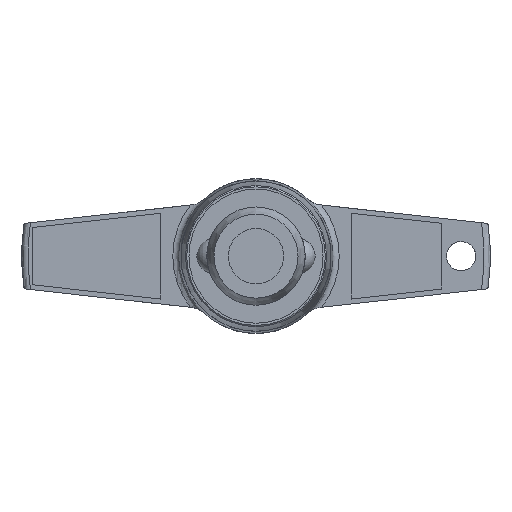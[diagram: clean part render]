
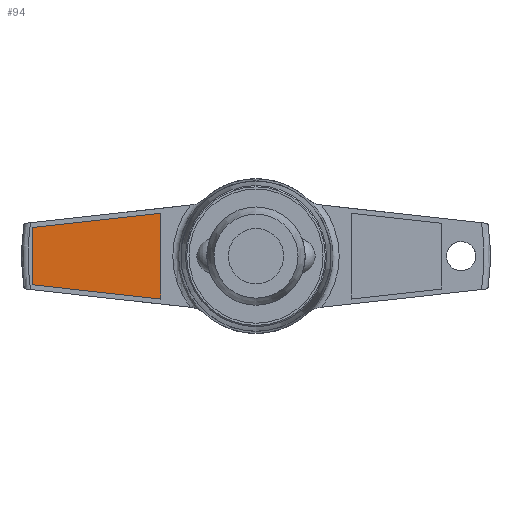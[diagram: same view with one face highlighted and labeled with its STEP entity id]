
A CAD part, front view. The second image highlights one B-rep face of the part: STEP entity #94.
In plain terms, the highlighted planar face has unit normal (0, -1, 0).
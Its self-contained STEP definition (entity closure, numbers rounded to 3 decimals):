
#94 = ADVANCED_FACE( '', ( #233 ), #234, .F. );
#233 = FACE_OUTER_BOUND( '', #454, .T. );
#234 = PLANE( '', #455 );
#454 = EDGE_LOOP( '', ( #676, #677, #678, #679 ) );
#455 = AXIS2_PLACEMENT_3D( '', #680, #681, #682 );
#676 = ORIENTED_EDGE( '', *, *, #1074, .F. );
#677 = ORIENTED_EDGE( '', *, *, #1059, .F. );
#678 = ORIENTED_EDGE( '', *, *, #1075, .F. );
#679 = ORIENTED_EDGE( '', *, *, #1076, .F. );
#680 = CARTESIAN_POINT( '', ( 0., 25.4, 0. ) );
#681 = DIRECTION( '', ( 0., 1., 0. ) );
#682 = DIRECTION( '', ( 0., 0., 1. ) );
#1059 = EDGE_CURVE( '', #1248, #1250, #1251, .T. );
#1074 = EDGE_CURVE( '', #1250, #1274, #1275, .T. );
#1075 = EDGE_CURVE( '', #1276, #1248, #1277, .T. );
#1076 = EDGE_CURVE( '', #1274, #1276, #1278, .T. );
#1248 = VERTEX_POINT( '', #1720 );
#1250 = VERTEX_POINT( '', #1723 );
#1251 = LINE( '', #1724, #1725 );
#1274 = VERTEX_POINT( '', #1755 );
#1275 = LINE( '', #1756, #1757 );
#1276 = VERTEX_POINT( '', #1758 );
#1277 = LINE( '', #1759, #1760 );
#1278 = LINE( '', #1761, #1762 );
#1720 = CARTESIAN_POINT( '', ( -11.63, 25.4, 5.239 ) );
#1723 = CARTESIAN_POINT( '', ( -11.63, 25.4, -5.239 ) );
#1724 = CARTESIAN_POINT( '', ( -11.63, 25.4, 5.239 ) );
#1725 = VECTOR( '', #2067, 1000. );
#1755 = CARTESIAN_POINT( '', ( -27.35, 25.4, -3.495 ) );
#1756 = CARTESIAN_POINT( '', ( -11.63, 25.4, -5.239 ) );
#1757 = VECTOR( '', #2084, 1000. );
#1758 = CARTESIAN_POINT( '', ( -27.35, 25.4, 3.495 ) );
#1759 = CARTESIAN_POINT( '', ( -27.35, 25.4, 3.495 ) );
#1760 = VECTOR( '', #2085, 1000. );
#1761 = CARTESIAN_POINT( '', ( -27.35, 25.4, -3.495 ) );
#1762 = VECTOR( '', #2086, 1000. );
#2067 = DIRECTION( '', ( 0., 0., -1. ) );
#2084 = DIRECTION( '', ( -0.994, 0., 0.11 ) );
#2085 = DIRECTION( '', ( 0.994, 0., 0.11 ) );
#2086 = DIRECTION( '', ( 0., 0., 1. ) );
